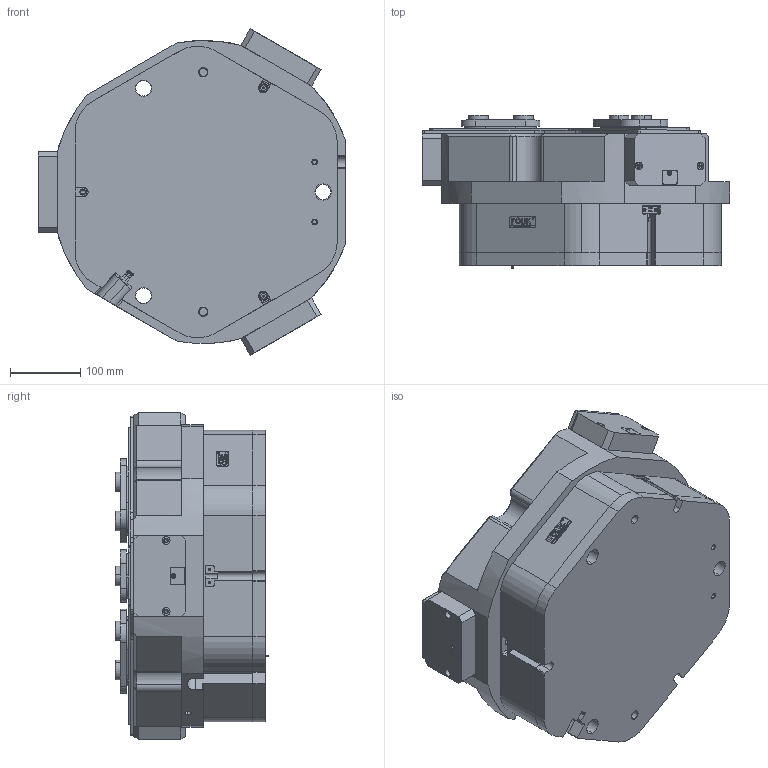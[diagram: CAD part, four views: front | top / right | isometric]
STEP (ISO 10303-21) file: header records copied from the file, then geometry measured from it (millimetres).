
FILE_DESCRIPTION (( 'STEP AP203' ), '1' );
FILE_NAME ('FZ290-430-S-P.STEP', '2025-04-02T08:07:17', ( 'USER-' ), ( 'Microsoft' ), 'SwSTEP 2.0', 'SolidWorks 2018', '' );
FILE_SCHEMA (( 'CONFIG_CONTROL_DESIGN' ));
Length unit declared in the file: millimetre
Products named in the file (16): TZT290-430-M-14 忒硌薊啣-1; TZT185-292-M-15 耜猾苤裔-1; TR300-15-1晚假蚾輸-1; 棠羲換覜ん; 电容传感器-1; ﾏ擎ﾗ28｡ﾁ22｡ﾁ17; 42x16-R2.5; TZT290-430-M-11 奻葡裔啣-1; TZT290-430-M-01 褲极-1; FZ290-430-S-P; TZT290-430-M-05 菁裔啣-1; 0-TZT290-430-P; TZT290-430-M-12 耜猾极-1; 20241226-M4 M4換覜ん揤輸; TZT290-430-M-13 痄雄結啣-1; TZT290-430-S-02 賑輸
Assembly tree (42 placements, depth 3):
  FZ290-430-S-P
    TZT290-430-S-02 賑輸  x3
    TZT290-430-M-05 菁裔啣-1
    电容传感器-1  x2
    TZT290-430-M-01 褲极-1
    TR300-15-1晚假蚾輸-1  x3
    42x16-R2.5
    20241226-M4 M4換覜ん揤輸  x2
    棠羲換覜ん  x2
    ﾏ擎ﾗ28｡ﾁ22｡ﾁ17  x12
    0-TZT290-430-P
      TZT290-430-M-12 耜猾极-1  x3
      TZT290-430-M-11 奻葡裔啣-1
      TZT290-430-M-13 痄雄結啣-1  x4
      TZT290-430-M-14 忒硌薊啣-1  x3
      TZT185-292-M-15 耜猾苤裔-1  x3
Bounding box: 436 x 217.37 x 463.3 mm (x, y, z)
Volume: 23116296.8 mm3; surface area: 1560614.5 mm2
Topology: 41 solids, 42 shells, 2816 faces, 7357 edges, 4692 vertices
Faces by surface type: plane 1305, cylinder 743, bspline 379, cone 377, torus 12
Entity records: 67332 total; most frequent: CARTESIAN_POINT 20988, ORIENTED_EDGE 9498, DIRECTION 8447, EDGE_CURVE 4749, VERTEX_POINT 3066, VECTOR 3065, LINE 3065, AXIS2_PLACEMENT_3D 2691
